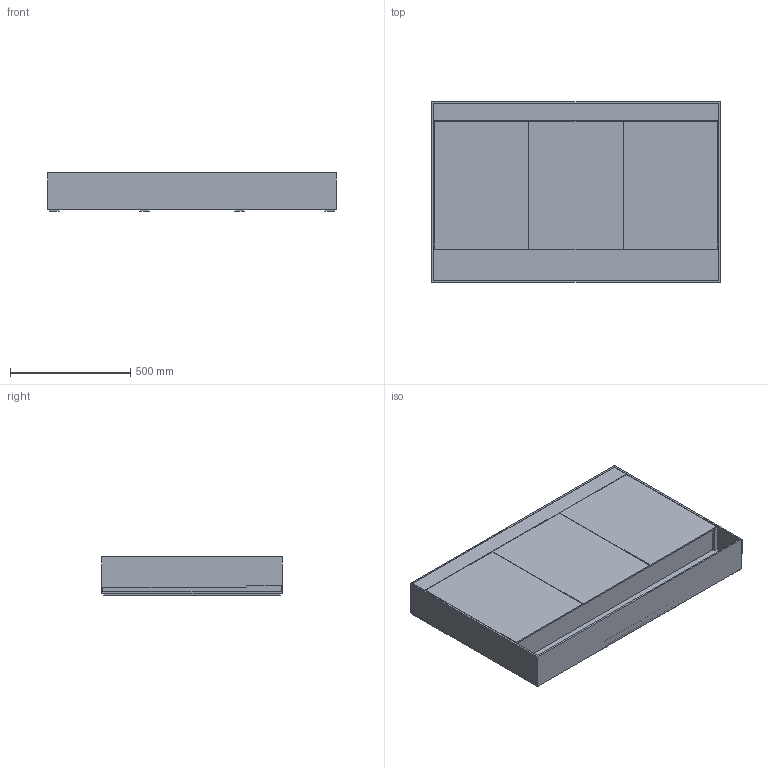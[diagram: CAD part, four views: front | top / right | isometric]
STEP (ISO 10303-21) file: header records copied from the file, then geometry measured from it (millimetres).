
FILE_DESCRIPTION (( 'STEP AP214' ), '1' );
FILE_NAME ('SCA-SPS1-12.STEP', '2020-07-31T09:09:52', ( 'User' ), ( '' ), 'SwSTEP 2.0', 'SolidWorks 2019', '' );
FILE_SCHEMA (( 'AUTOMOTIVE_DESIGN' ));
Length unit declared in the file: millimetre
Products named in the file (2): SCA-SPS1-12
Bounding box: 1200 x 750 x 158 mm (x, y, z)
Volume: 36580084.6 mm3; surface area: 7646415.1 mm2
Topology: 35 solids, 35 shells, 557 faces, 1419 edges, 938 vertices
Faces by surface type: plane 391, cylinder 152, torus 14
Entity records: 17434 total; most frequent: CARTESIAN_POINT 3076, DIRECTION 2879, ORIENTED_EDGE 2838, EDGE_CURVE 1419, LINE 1029, VECTOR 1029, VERTEX_POINT 938, AXIS2_PLACEMENT_3D 925
